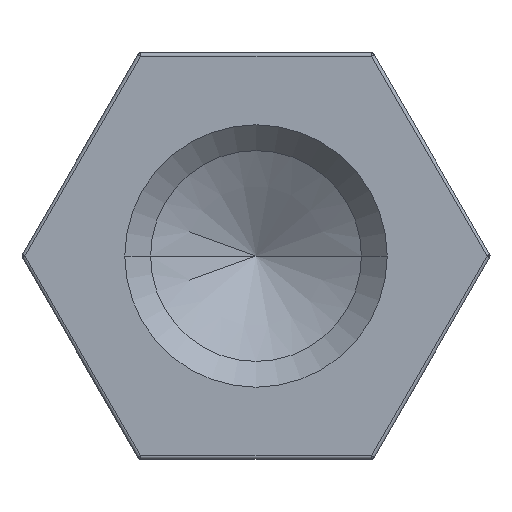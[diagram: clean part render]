
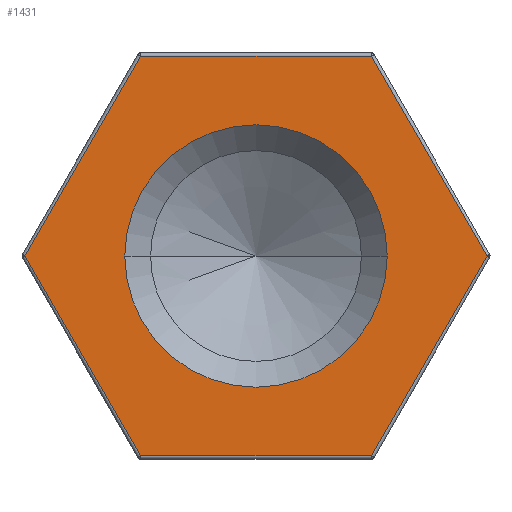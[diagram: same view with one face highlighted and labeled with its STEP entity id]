
A CAD part, left-side view. The second image highlights one B-rep face of the part: STEP entity #1431.
In plain terms, the highlighted planar face has unit normal (-1, 0, 0).
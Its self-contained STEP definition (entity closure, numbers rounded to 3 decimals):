
#10 = VECTOR ( 'NONE', #438, 1000. ) ;
#23 = CARTESIAN_POINT ( 'NONE',  ( 0., -4.2, 0. ) ) ;
#37 = DIRECTION ( 'NONE',  ( 0., -0.5, 0.866 ) ) ;
#42 = CARTESIAN_POINT ( 'NONE',  ( 0., -5.543, -3.2 ) ) ;
#53 = VECTOR ( 'NONE', #704, 1000. ) ;
#54 = LINE ( 'NONE', #240, #10 ) ;
#69 = LINE ( 'NONE', #712, #53 ) ;
#74 = VERTEX_POINT ( 'NONE', #544 ) ;
#83 = CIRCLE ( 'NONE', #940, 4.2 ) ;
#103 = DIRECTION ( 'NONE',  ( 0., 1., 0. ) ) ;
#129 = VECTOR ( 'NONE', #1014, 1000. ) ;
#139 = LINE ( 'NONE', #670, #129 ) ;
#179 = VECTOR ( 'NONE', #800, 1000. ) ;
#195 = VECTOR ( 'NONE', #919, 1000. ) ;
#200 = VECTOR ( 'NONE', #37, 1000. ) ;
#202 = LINE ( 'NONE', #815, #179 ) ;
#206 = LINE ( 'NONE', #1090, #195 ) ;
#240 = CARTESIAN_POINT ( 'NONE',  ( 0., 0., -6.4 ) ) ;
#268 = CIRCLE ( 'NONE', #1332, 4.2 ) ;
#338 = CARTESIAN_POINT ( 'NONE',  ( 0., 7.39, 0. ) ) ;
#405 = DIRECTION ( 'NONE',  ( 0., 1., 0. ) ) ;
#409 = DIRECTION ( 'NONE',  ( 1., 0., 0. ) ) ;
#411 = CARTESIAN_POINT ( 'NONE',  ( 0., 0., 0. ) ) ;
#413 = PLANE ( 'NONE',  #1292 ) ;
#438 = DIRECTION ( 'NONE',  ( 0., -1., 0. ) ) ;
#456 = CARTESIAN_POINT ( 'NONE',  ( 0., -3.695, 6.4 ) ) ;
#485 = CARTESIAN_POINT ( 'NONE',  ( 0., -3.695, -6.4 ) ) ;
#507 = CARTESIAN_POINT ( 'NONE',  ( 0., 3.695, 6.4 ) ) ;
#544 = CARTESIAN_POINT ( 'NONE',  ( 0., -7.39, 0. ) ) ;
#557 = CARTESIAN_POINT ( 'NONE',  ( 0., 0., 0. ) ) ;
#635 = VERTEX_POINT ( 'NONE', #683 ) ;
#647 = DIRECTION ( 'NONE',  ( 0., 1., 0. ) ) ;
#649 = EDGE_CURVE ( 'NONE', #1102, #1065, #83, .T. ) ;
#651 = DIRECTION ( 'NONE',  ( 1., 0., 0. ) ) ;
#652 = CARTESIAN_POINT ( 'NONE',  ( 0., 0., 0. ) ) ;
#658 = EDGE_LOOP ( 'NONE', ( #1015, #1022, #1029, #1030, #1033, #1038 ) ) ;
#670 = CARTESIAN_POINT ( 'NONE',  ( 0., 5.543, 3.2 ) ) ;
#683 = CARTESIAN_POINT ( 'NONE',  ( 0., 3.695, -6.4 ) ) ;
#704 = DIRECTION ( 'NONE',  ( 0., -0.5, -0.866 ) ) ;
#712 = CARTESIAN_POINT ( 'NONE',  ( 0., 5.543, -3.2 ) ) ;
#755 = EDGE_LOOP ( 'NONE', ( #1041, #1051 ) ) ;
#762 = VERTEX_POINT ( 'NONE', #456 ) ;
#788 = CARTESIAN_POINT ( 'NONE',  ( 0., 4.2, 0. ) ) ;
#794 = EDGE_CURVE ( 'NONE', #1065, #1102, #268, .T. ) ;
#800 = DIRECTION ( 'NONE',  ( 0., 1., 0. ) ) ;
#815 = CARTESIAN_POINT ( 'NONE',  ( 0., 0., 6.4 ) ) ;
#884 = VERTEX_POINT ( 'NONE', #338 ) ;
#919 = DIRECTION ( 'NONE',  ( 0., 0.5, 0.866 ) ) ;
#940 = AXIS2_PLACEMENT_3D ( 'NONE', #652, #651, #647 ) ;
#1005 = DIRECTION ( 'NONE',  ( 1., 0., 0. ) ) ;
#1014 = DIRECTION ( 'NONE',  ( 0., 0.5, -0.866 ) ) ;
#1015 = ORIENTED_EDGE ( 'NONE', *, *, #1020, .T. ) ;
#1020 = EDGE_CURVE ( 'NONE', #74, #762, #206, .T. ) ;
#1022 = ORIENTED_EDGE ( 'NONE', *, *, #1105, .T. ) ;
#1029 = ORIENTED_EDGE ( 'NONE', *, *, #1183, .T. ) ;
#1030 = ORIENTED_EDGE ( 'NONE', *, *, #1236, .T. ) ;
#1033 = ORIENTED_EDGE ( 'NONE', *, *, #1272, .T. ) ;
#1038 = ORIENTED_EDGE ( 'NONE', *, *, #1326, .T. ) ;
#1041 = ORIENTED_EDGE ( 'NONE', *, *, #794, .T. ) ;
#1048 = VERTEX_POINT ( 'NONE', #507 ) ;
#1051 = ORIENTED_EDGE ( 'NONE', *, *, #649, .T. ) ;
#1065 = VERTEX_POINT ( 'NONE', #788 ) ;
#1073 = VERTEX_POINT ( 'NONE', #485 ) ;
#1081 = FACE_OUTER_BOUND ( 'NONE', #658, .T. ) ;
#1090 = CARTESIAN_POINT ( 'NONE',  ( 0., -5.543, 3.2 ) ) ;
#1102 = VERTEX_POINT ( 'NONE', #23 ) ;
#1105 = EDGE_CURVE ( 'NONE', #762, #1048, #202, .T. ) ;
#1183 = EDGE_CURVE ( 'NONE', #1048, #884, #139, .T. ) ;
#1236 = EDGE_CURVE ( 'NONE', #884, #635, #69, .T. ) ;
#1272 = EDGE_CURVE ( 'NONE', #635, #1073, #54, .T. ) ;
#1291 = FACE_BOUND ( 'NONE', #755, .T. ) ;
#1292 = AXIS2_PLACEMENT_3D ( 'NONE', #557, #1005, #103 ) ;
#1326 = EDGE_CURVE ( 'NONE', #1073, #74, #1350, .T. ) ;
#1332 = AXIS2_PLACEMENT_3D ( 'NONE', #411, #409, #405 ) ;
#1350 = LINE ( 'NONE', #42, #200 ) ;
#1431 = ADVANCED_FACE ( 'NONE', ( #1081, #1291 ), #413, .F. ) ;
